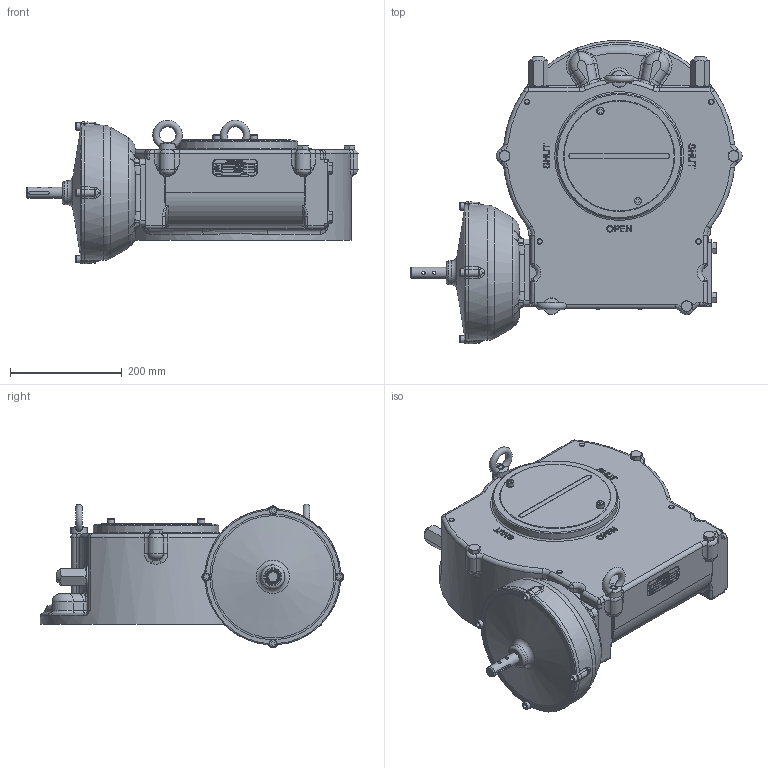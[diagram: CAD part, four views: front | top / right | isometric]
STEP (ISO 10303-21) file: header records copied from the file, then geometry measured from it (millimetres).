
FILE_DESCRIPTION(/* description */ ('Unknown'),/* implementation_level */ '2;1');
FILE_NAME(/* name */ 'A200SS-PR10 RH r01',/* time_stamp */ '2018-05-24T10:53:23+02:00',/* author */ ('Unknown'),/* organization */ ('Unknown'),/* preprocessor_version */ 'ST-DEVELOPER v16.7',/* originating_system */ 'DEX',/* authorisation */ $);
FILE_SCHEMA (('AUTOMOTIVE_DESIGN {1 0 10303 214 3 1 1}'));
Length unit declared in the file: millimetre
Products named in the file (1): A200SS-PR10 RH
Bounding box: 594.45 x 543.47 x 256.89 mm (x, y, z)
Volume: 28101309.7 mm3; surface area: 792449.3 mm2
Topology: 9 solids, 10 shells, 2002 faces, 4975 edges, 3187 vertices
Faces by surface type: plane 1266, bspline 373, cylinder 134, torus 111, cone 106, sphere 12
Full cylindrical faces by diameter (mm): 6 x2, 10 x4, 12 x2, 13 x2, 13.27 x6, 20 x1, 22.098 x1, 29.583 x1, 30 x1, 37 x2, 65 x1, 189.87 x1, 200 x1, 200.55 x1, 225 x1, 415 x1
Entity records: 71160 total; most frequent: CARTESIAN_POINT 27577, ORIENTED_EDGE 9608, DIRECTION 7342, EDGE_CURVE 4804, VERTEX_POINT 3160, LINE 2704, VECTOR 2704, FACE_BOUND 2356
